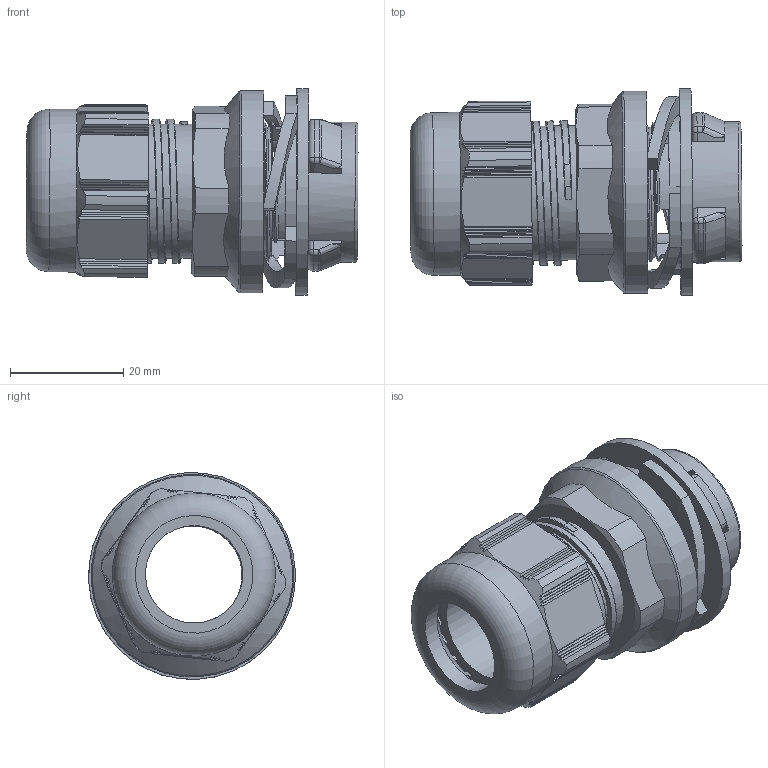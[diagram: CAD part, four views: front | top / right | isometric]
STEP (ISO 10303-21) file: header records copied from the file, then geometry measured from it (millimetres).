
FILE_DESCRIPTION(/* description */ ('Front-Fix geschlossen'),/* implementation_level */ '2;1');
FILE_NAME(/* name */ '3-FRONTFIX1125-RST.stp',/* time_stamp */ '2018-06-26T11:40:34+02:00',/* author */ ('sl'),/* organization */ (''),/* preprocessor_version */ 'ST-DEVELOPER v16.5',/* originating_system */ 'Autodesk Inventor 2017',/* authorisation */ '');
FILE_SCHEMA (('AUTOMOTIVE_DESIGN { 1 0 10303 214 3 1 1 }'));
Length unit declared in the file: millimetre
Products named in the file (8): Front-Fix-01-BG-0002-FRONTFIX1220; FRONTFIX1125; FRONZFIX1125; FRONTFIX1125_1; FRONTFIX1125_2; FRONTFIX1125_3; FRONTFIX1225; FRONTFIX1125_4
Assembly tree (7 placements, depth 2):
  Front-Fix-01-BG-0002-FRONTFIX1220
    FRONTFIX1125
    FRONZFIX1125
    FRONTFIX1125_1
    FRONTFIX1125_2
    FRONTFIX1125_3
    FRONTFIX1225
    FRONTFIX1125_4
Bounding box: 58.62 x 36.51 x 36.51 mm (x, y, z)
Volume: 18890.1 mm3; surface area: 23386.4 mm2
Topology: 7 solids, 7 shells, 511 faces, 1421 edges, 919 vertices
Faces by surface type: plane 279, cylinder 124, bspline 44, torus 33, cone 19, sphere 12
Full cylindrical faces by diameter (mm): 17.21 x1, 17.36 x1, 17.5 x1, 17.66 x1, 18.2 x1, 19 x1, 19.17 x1, 19.25 x1, 19.9 x1, 20.3 x1, 20.5 x1, 20.6 x1, 22.54 x1, 23 x4, 23.72 x4, 23.77 x1, 23.922 x5, 24.78 x1, 25.162 x5, 25.672 x5, 25.9 x1, 28.77 x1, 30.522 x1, 33.3 x1, 35.77 x1, 36.55 x1
Entity records: 21203 total; most frequent: CARTESIAN_POINT 9083, ORIENTED_EDGE 2594, DIRECTION 2378, EDGE_CURVE 1297, AXIS2_PLACEMENT_3D 866, VERTEX_POINT 858, LINE 646, VECTOR 646
